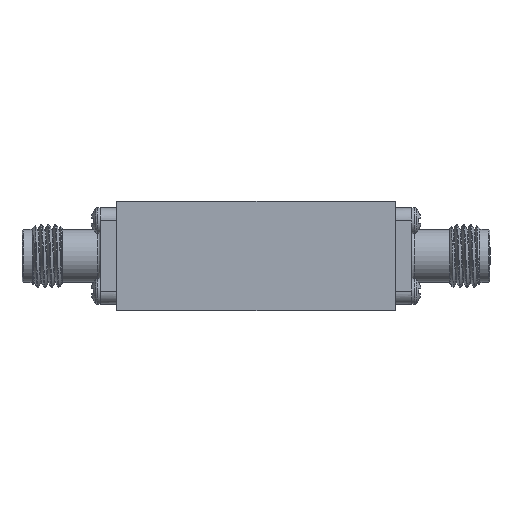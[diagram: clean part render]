
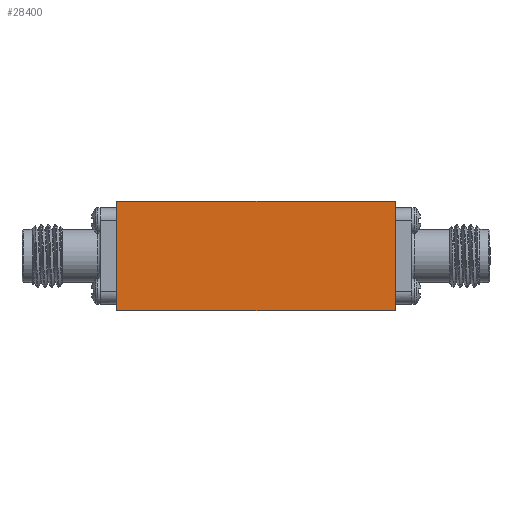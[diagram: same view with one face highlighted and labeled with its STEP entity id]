
A CAD part, front view. The second image highlights one B-rep face of the part: STEP entity #28400.
In plain terms, the highlighted planar face has unit normal (0, -1, 0).
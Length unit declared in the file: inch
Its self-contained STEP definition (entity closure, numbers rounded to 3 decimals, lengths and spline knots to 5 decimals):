
#595 = CARTESIAN_POINT ( 'NONE',  ( 0.55118, -0.29528, -0.21654 ) ) ;
#684 = DIRECTION ( 'NONE',  ( 0., 0., -1. ) ) ;
#990 = VERTEX_POINT ( 'NONE', #15730 ) ;
#2108 = VERTEX_POINT ( 'NONE', #595 ) ;
#3738 = ORIENTED_EDGE ( 'NONE', *, *, #16454, .T. ) ;
#4239 = PLANE ( 'NONE',  #25602 ) ;
#4249 = DIRECTION ( 'NONE',  ( 0., 0., -1. ) ) ;
#4667 = LINE ( 'NONE', #31413, #20694 ) ;
#6483 = DIRECTION ( 'NONE',  ( 1., 0., 0. ) ) ;
#6962 = CARTESIAN_POINT ( 'NONE',  ( -0.55118, -0.29528, 0.21654 ) ) ;
#7990 = LINE ( 'NONE', #18158, #16472 ) ;
#8242 = EDGE_CURVE ( 'NONE', #15670, #2108, #16684, .T. ) ;
#8658 = DIRECTION ( 'NONE',  ( 0., 1., 0. ) ) ;
#9560 = DIRECTION ( 'NONE',  ( 1., 0., 0. ) ) ;
#9761 = ORIENTED_EDGE ( 'NONE', *, *, #21525, .F. ) ;
#10949 = ORIENTED_EDGE ( 'NONE', *, *, #25014, .T. ) ;
#11108 = DIRECTION ( 'NONE',  ( 0., 0., 1. ) ) ;
#11391 = EDGE_LOOP ( 'NONE', ( #10949, #13483, #9761, #3738 ) ) ;
#13305 = VECTOR ( 'NONE', #6483, 39.37008 ) ;
#13483 = ORIENTED_EDGE ( 'NONE', *, *, #8242, .F. ) ;
#15670 = VERTEX_POINT ( 'NONE', #25734 ) ;
#15730 = CARTESIAN_POINT ( 'NONE',  ( -0.55118, -0.29528, -0.21654 ) ) ;
#16319 = LINE ( 'NONE', #31606, #13305 ) ;
#16454 = EDGE_CURVE ( 'NONE', #18669, #990, #7990, .T. ) ;
#16472 = VECTOR ( 'NONE', #684, 39.37008 ) ;
#16518 = CARTESIAN_POINT ( 'NONE',  ( -0.55118, -0.29528, 0.21654 ) ) ;
#16684 = LINE ( 'NONE', #26606, #24743 ) ;
#18158 = CARTESIAN_POINT ( 'NONE',  ( -0.55118, -0.29528, 0.21654 ) ) ;
#18669 = VERTEX_POINT ( 'NONE', #6962 ) ;
#20694 = VECTOR ( 'NONE', #9560, 39.37008 ) ;
#21525 = EDGE_CURVE ( 'NONE', #18669, #15670, #16319, .T. ) ;
#24743 = VECTOR ( 'NONE', #4249, 39.37008 ) ;
#25014 = EDGE_CURVE ( 'NONE', #990, #2108, #4667, .T. ) ;
#25602 = AXIS2_PLACEMENT_3D ( 'NONE', #16518, #8658, #11108 ) ;
#25734 = CARTESIAN_POINT ( 'NONE',  ( 0.55118, -0.29528, 0.21654 ) ) ;
#26598 = FACE_OUTER_BOUND ( 'NONE', #11391, .T. ) ;
#26606 = CARTESIAN_POINT ( 'NONE',  ( 0.55118, -0.29528, 0.21654 ) ) ;
#28400 = ADVANCED_FACE ( 'NONE', ( #26598 ), #4239, .F. ) ;
#31413 = CARTESIAN_POINT ( 'NONE',  ( -0.55118, -0.29528, -0.21654 ) ) ;
#31606 = CARTESIAN_POINT ( 'NONE',  ( -0.55118, -0.29528, 0.21654 ) ) ;
